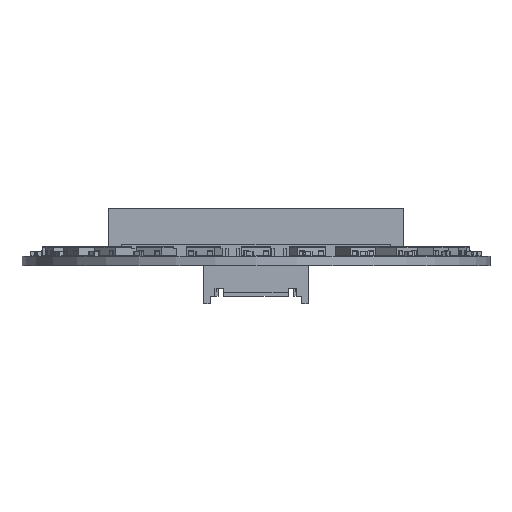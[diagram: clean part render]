
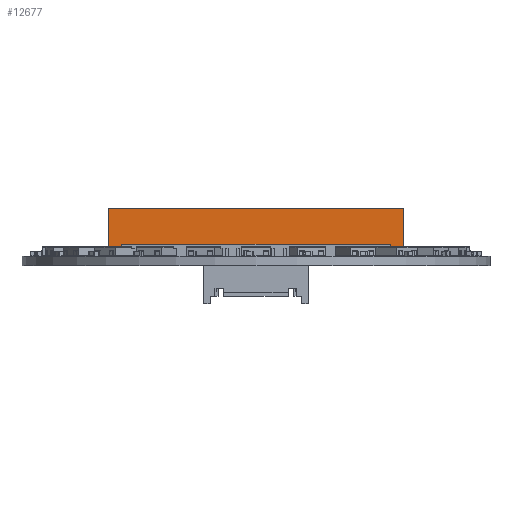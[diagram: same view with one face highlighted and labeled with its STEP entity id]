
A CAD part, front view. The second image highlights one B-rep face of the part: STEP entity #12677.
In plain terms, the highlighted face is planar.
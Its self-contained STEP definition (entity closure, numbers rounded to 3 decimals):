
#8135 = PLANE('',#8136);
#8136 = AXIS2_PLACEMENT_3D('',#8137,#8138,#8139);
#8137 = CARTESIAN_POINT('',(7.62,-6.35,8.1));
#8138 = DIRECTION('',(-0.,-0.,-1.));
#8139 = DIRECTION('',(-1.,0.,0.));
#8155 = VERTEX_POINT('',#8156);
#8156 = CARTESIAN_POINT('',(-1.88,18.8,8.1));
#8172 = PLANE('',#8173);
#8173 = AXIS2_PLACEMENT_3D('',#8174,#8175,#8176);
#8174 = CARTESIAN_POINT('',(-1.88,18.8,0.));
#8175 = DIRECTION('',(0.,1.,0.));
#8176 = DIRECTION('',(1.,0.,0.));
#8213 = VERTEX_POINT('',#8214);
#8214 = CARTESIAN_POINT('',(-1.88,-31.5,8.1));
#8228 = PLANE('',#8229);
#8229 = AXIS2_PLACEMENT_3D('',#8230,#8231,#8232);
#8230 = CARTESIAN_POINT('',(17.12,-31.5,0.));
#8231 = DIRECTION('',(0.,-1.,0.));
#8232 = DIRECTION('',(-1.,0.,0.));
#8240 = EDGE_CURVE('',#8213,#8155,#8241,.T.);
#8241 = SURFACE_CURVE('',#8242,(#8246,#8253),.PCURVE_S1.);
#8242 = LINE('',#8243,#8244);
#8243 = CARTESIAN_POINT('',(-1.88,-31.5,8.1));
#8244 = VECTOR('',#8245,1.);
#8245 = DIRECTION('',(0.,1.,0.));
#8246 = PCURVE('',#8135,#8247);
#8247 = DEFINITIONAL_REPRESENTATION('',(#8248),#8252);
#8248 = LINE('',#8249,#8250);
#8249 = CARTESIAN_POINT('',(9.5,-25.15));
#8250 = VECTOR('',#8251,1.);
#8251 = DIRECTION('',(0.,1.));
#8252 = ( GEOMETRIC_REPRESENTATION_CONTEXT(2) 
PARAMETRIC_REPRESENTATION_CONTEXT() REPRESENTATION_CONTEXT('2D SPACE',''
  ) );
#8253 = PCURVE('',#8254,#8259);
#8254 = PLANE('',#8255);
#8255 = AXIS2_PLACEMENT_3D('',#8256,#8257,#8258);
#8256 = CARTESIAN_POINT('',(-1.88,-31.5,0.));
#8257 = DIRECTION('',(-1.,0.,0.));
#8258 = DIRECTION('',(0.,1.,0.));
#8259 = DEFINITIONAL_REPRESENTATION('',(#8260),#8264);
#8260 = LINE('',#8261,#8262);
#8261 = CARTESIAN_POINT('',(0.,-8.1));
#8262 = VECTOR('',#8263,1.);
#8263 = DIRECTION('',(1.,0.));
#8264 = ( GEOMETRIC_REPRESENTATION_CONTEXT(2) 
PARAMETRIC_REPRESENTATION_CONTEXT() REPRESENTATION_CONTEXT('2D SPACE',''
  ) );
#12504 = VERTEX_POINT('',#12505);
#12505 = CARTESIAN_POINT('',(-1.88,18.8,0.));
#12521 = PLANE('',#12522);
#12522 = AXIS2_PLACEMENT_3D('',#12523,#12524,#12525);
#12523 = CARTESIAN_POINT('',(7.62,-6.35,0.));
#12524 = DIRECTION('',(-0.,-0.,-1.));
#12525 = DIRECTION('',(-1.,0.,0.));
#12533 = EDGE_CURVE('',#12504,#8155,#12534,.T.);
#12534 = SURFACE_CURVE('',#12535,(#12539,#12546),.PCURVE_S1.);
#12535 = LINE('',#12536,#12537);
#12536 = CARTESIAN_POINT('',(-1.88,18.8,0.));
#12537 = VECTOR('',#12538,1.);
#12538 = DIRECTION('',(0.,0.,1.));
#12539 = PCURVE('',#8172,#12540);
#12540 = DEFINITIONAL_REPRESENTATION('',(#12541),#12545);
#12541 = LINE('',#12542,#12543);
#12542 = CARTESIAN_POINT('',(0.,0.));
#12543 = VECTOR('',#12544,1.);
#12544 = DIRECTION('',(0.,-1.));
#12545 = ( GEOMETRIC_REPRESENTATION_CONTEXT(2) 
PARAMETRIC_REPRESENTATION_CONTEXT() REPRESENTATION_CONTEXT('2D SPACE',''
  ) );
#12546 = PCURVE('',#8254,#12547);
#12547 = DEFINITIONAL_REPRESENTATION('',(#12548),#12552);
#12548 = LINE('',#12549,#12550);
#12549 = CARTESIAN_POINT('',(50.3,0.));
#12550 = VECTOR('',#12551,1.);
#12551 = DIRECTION('',(0.,-1.));
#12552 = ( GEOMETRIC_REPRESENTATION_CONTEXT(2) 
PARAMETRIC_REPRESENTATION_CONTEXT() REPRESENTATION_CONTEXT('2D SPACE',''
  ) );
#12677 = ADVANCED_FACE('',(#12678),#8254,.T.);
#12678 = FACE_BOUND('',#12679,.T.);
#12679 = EDGE_LOOP('',(#12680,#12710,#12731,#12732,#12733,#12756,#12784,
    #12807));
#12680 = ORIENTED_EDGE('',*,*,#12681,.F.);
#12681 = EDGE_CURVE('',#12682,#12684,#12686,.T.);
#12682 = VERTEX_POINT('',#12683);
#12683 = CARTESIAN_POINT('',(-1.88,-31.5,0.));
#12684 = VERTEX_POINT('',#12685);
#12685 = CARTESIAN_POINT('',(-1.88,-30.1,0.));
#12686 = SURFACE_CURVE('',#12687,(#12691,#12698),.PCURVE_S1.);
#12687 = LINE('',#12688,#12689);
#12688 = CARTESIAN_POINT('',(-1.88,-31.5,0.));
#12689 = VECTOR('',#12690,1.);
#12690 = DIRECTION('',(0.,1.,0.));
#12691 = PCURVE('',#8254,#12692);
#12692 = DEFINITIONAL_REPRESENTATION('',(#12693),#12697);
#12693 = LINE('',#12694,#12695);
#12694 = CARTESIAN_POINT('',(0.,0.));
#12695 = VECTOR('',#12696,1.);
#12696 = DIRECTION('',(1.,0.));
#12697 = ( GEOMETRIC_REPRESENTATION_CONTEXT(2) 
PARAMETRIC_REPRESENTATION_CONTEXT() REPRESENTATION_CONTEXT('2D SPACE',''
  ) );
#12698 = PCURVE('',#12699,#12704);
#12699 = PLANE('',#12700);
#12700 = AXIS2_PLACEMENT_3D('',#12701,#12702,#12703);
#12701 = CARTESIAN_POINT('',(7.62,-6.35,0.));
#12702 = DIRECTION('',(-0.,-0.,-1.));
#12703 = DIRECTION('',(-1.,0.,0.));
#12704 = DEFINITIONAL_REPRESENTATION('',(#12705),#12709);
#12705 = LINE('',#12706,#12707);
#12706 = CARTESIAN_POINT('',(9.5,-25.15));
#12707 = VECTOR('',#12708,1.);
#12708 = DIRECTION('',(0.,1.));
#12709 = ( GEOMETRIC_REPRESENTATION_CONTEXT(2) 
PARAMETRIC_REPRESENTATION_CONTEXT() REPRESENTATION_CONTEXT('2D SPACE',''
  ) );
#12710 = ORIENTED_EDGE('',*,*,#12711,.T.);
#12711 = EDGE_CURVE('',#12682,#8213,#12712,.T.);
#12712 = SURFACE_CURVE('',#12713,(#12717,#12724),.PCURVE_S1.);
#12713 = LINE('',#12714,#12715);
#12714 = CARTESIAN_POINT('',(-1.88,-31.5,0.));
#12715 = VECTOR('',#12716,1.);
#12716 = DIRECTION('',(0.,0.,1.));
#12717 = PCURVE('',#8254,#12718);
#12718 = DEFINITIONAL_REPRESENTATION('',(#12719),#12723);
#12719 = LINE('',#12720,#12721);
#12720 = CARTESIAN_POINT('',(0.,0.));
#12721 = VECTOR('',#12722,1.);
#12722 = DIRECTION('',(0.,-1.));
#12723 = ( GEOMETRIC_REPRESENTATION_CONTEXT(2) 
PARAMETRIC_REPRESENTATION_CONTEXT() REPRESENTATION_CONTEXT('2D SPACE',''
  ) );
#12724 = PCURVE('',#8228,#12725);
#12725 = DEFINITIONAL_REPRESENTATION('',(#12726),#12730);
#12726 = LINE('',#12727,#12728);
#12727 = CARTESIAN_POINT('',(19.,0.));
#12728 = VECTOR('',#12729,1.);
#12729 = DIRECTION('',(0.,-1.));
#12730 = ( GEOMETRIC_REPRESENTATION_CONTEXT(2) 
PARAMETRIC_REPRESENTATION_CONTEXT() REPRESENTATION_CONTEXT('2D SPACE',''
  ) );
#12731 = ORIENTED_EDGE('',*,*,#8240,.T.);
#12732 = ORIENTED_EDGE('',*,*,#12533,.F.);
#12733 = ORIENTED_EDGE('',*,*,#12734,.F.);
#12734 = EDGE_CURVE('',#12735,#12504,#12737,.T.);
#12735 = VERTEX_POINT('',#12736);
#12736 = CARTESIAN_POINT('',(-1.88,17.4,0.));
#12737 = SURFACE_CURVE('',#12738,(#12742,#12749),.PCURVE_S1.);
#12738 = LINE('',#12739,#12740);
#12739 = CARTESIAN_POINT('',(-1.88,-31.5,0.));
#12740 = VECTOR('',#12741,1.);
#12741 = DIRECTION('',(0.,1.,0.));
#12742 = PCURVE('',#8254,#12743);
#12743 = DEFINITIONAL_REPRESENTATION('',(#12744),#12748);
#12744 = LINE('',#12745,#12746);
#12745 = CARTESIAN_POINT('',(0.,0.));
#12746 = VECTOR('',#12747,1.);
#12747 = DIRECTION('',(1.,0.));
#12748 = ( GEOMETRIC_REPRESENTATION_CONTEXT(2) 
PARAMETRIC_REPRESENTATION_CONTEXT() REPRESENTATION_CONTEXT('2D SPACE',''
  ) );
#12749 = PCURVE('',#12521,#12750);
#12750 = DEFINITIONAL_REPRESENTATION('',(#12751),#12755);
#12751 = LINE('',#12752,#12753);
#12752 = CARTESIAN_POINT('',(9.5,-25.15));
#12753 = VECTOR('',#12754,1.);
#12754 = DIRECTION('',(0.,1.));
#12755 = ( GEOMETRIC_REPRESENTATION_CONTEXT(2) 
PARAMETRIC_REPRESENTATION_CONTEXT() REPRESENTATION_CONTEXT('2D SPACE',''
  ) );
#12756 = ORIENTED_EDGE('',*,*,#12757,.F.);
#12757 = EDGE_CURVE('',#12758,#12735,#12760,.T.);
#12758 = VERTEX_POINT('',#12759);
#12759 = CARTESIAN_POINT('',(-1.88,16.6,2.));
#12760 = SURFACE_CURVE('',#12761,(#12765,#12772),.PCURVE_S1.);
#12761 = LINE('',#12762,#12763);
#12762 = CARTESIAN_POINT('',(-1.88,13.878,8.806));
#12763 = VECTOR('',#12764,1.);
#12764 = DIRECTION('',(0.,0.371,-0.928));
#12765 = PCURVE('',#8254,#12766);
#12766 = DEFINITIONAL_REPRESENTATION('',(#12767),#12771);
#12767 = LINE('',#12768,#12769);
#12768 = CARTESIAN_POINT('',(45.378,-8.806));
#12769 = VECTOR('',#12770,1.);
#12770 = DIRECTION('',(0.371,0.928));
#12771 = ( GEOMETRIC_REPRESENTATION_CONTEXT(2) 
PARAMETRIC_REPRESENTATION_CONTEXT() REPRESENTATION_CONTEXT('2D SPACE',''
  ) );
#12772 = PCURVE('',#12773,#12778);
#12773 = PLANE('',#12774);
#12774 = AXIS2_PLACEMENT_3D('',#12775,#12776,#12777);
#12775 = CARTESIAN_POINT('',(-1.88,-31.5,0.));
#12776 = DIRECTION('',(-1.,0.,0.));
#12777 = DIRECTION('',(0.,1.,0.));
#12778 = DEFINITIONAL_REPRESENTATION('',(#12779),#12783);
#12779 = LINE('',#12780,#12781);
#12780 = CARTESIAN_POINT('',(45.378,-8.806));
#12781 = VECTOR('',#12782,1.);
#12782 = DIRECTION('',(0.371,0.928));
#12783 = ( GEOMETRIC_REPRESENTATION_CONTEXT(2) 
PARAMETRIC_REPRESENTATION_CONTEXT() REPRESENTATION_CONTEXT('2D SPACE',''
  ) );
#12784 = ORIENTED_EDGE('',*,*,#12785,.F.);
#12785 = EDGE_CURVE('',#12786,#12758,#12788,.T.);
#12786 = VERTEX_POINT('',#12787);
#12787 = CARTESIAN_POINT('',(-1.88,-29.3,2.));
#12788 = SURFACE_CURVE('',#12789,(#12793,#12800),.PCURVE_S1.);
#12789 = LINE('',#12790,#12791);
#12790 = CARTESIAN_POINT('',(-1.88,-30.9,2.));
#12791 = VECTOR('',#12792,1.);
#12792 = DIRECTION('',(0.,1.,0.));
#12793 = PCURVE('',#8254,#12794);
#12794 = DEFINITIONAL_REPRESENTATION('',(#12795),#12799);
#12795 = LINE('',#12796,#12797);
#12796 = CARTESIAN_POINT('',(0.6,-2.));
#12797 = VECTOR('',#12798,1.);
#12798 = DIRECTION('',(1.,0.));
#12799 = ( GEOMETRIC_REPRESENTATION_CONTEXT(2) 
PARAMETRIC_REPRESENTATION_CONTEXT() REPRESENTATION_CONTEXT('2D SPACE',''
  ) );
#12800 = PCURVE('',#12773,#12801);
#12801 = DEFINITIONAL_REPRESENTATION('',(#12802),#12806);
#12802 = LINE('',#12803,#12804);
#12803 = CARTESIAN_POINT('',(0.6,-2.));
#12804 = VECTOR('',#12805,1.);
#12805 = DIRECTION('',(1.,0.));
#12806 = ( GEOMETRIC_REPRESENTATION_CONTEXT(2) 
PARAMETRIC_REPRESENTATION_CONTEXT() REPRESENTATION_CONTEXT('2D SPACE',''
  ) );
#12807 = ORIENTED_EDGE('',*,*,#12808,.F.);
#12808 = EDGE_CURVE('',#12684,#12786,#12809,.T.);
#12809 = SURFACE_CURVE('',#12810,(#12814,#12821),.PCURVE_S1.);
#12810 = LINE('',#12811,#12812);
#12811 = CARTESIAN_POINT('',(-1.88,-30.047,0.134));
#12812 = VECTOR('',#12813,1.);
#12813 = DIRECTION('',(0.,0.371,0.928));
#12814 = PCURVE('',#8254,#12815);
#12815 = DEFINITIONAL_REPRESENTATION('',(#12816),#12820);
#12816 = LINE('',#12817,#12818);
#12817 = CARTESIAN_POINT('',(1.453,-0.134));
#12818 = VECTOR('',#12819,1.);
#12819 = DIRECTION('',(0.371,-0.928));
#12820 = ( GEOMETRIC_REPRESENTATION_CONTEXT(2) 
PARAMETRIC_REPRESENTATION_CONTEXT() REPRESENTATION_CONTEXT('2D SPACE',''
  ) );
#12821 = PCURVE('',#12773,#12822);
#12822 = DEFINITIONAL_REPRESENTATION('',(#12823),#12827);
#12823 = LINE('',#12824,#12825);
#12824 = CARTESIAN_POINT('',(1.453,-0.134));
#12825 = VECTOR('',#12826,1.);
#12826 = DIRECTION('',(0.371,-0.928));
#12827 = ( GEOMETRIC_REPRESENTATION_CONTEXT(2) 
PARAMETRIC_REPRESENTATION_CONTEXT() REPRESENTATION_CONTEXT('2D SPACE',''
  ) );
